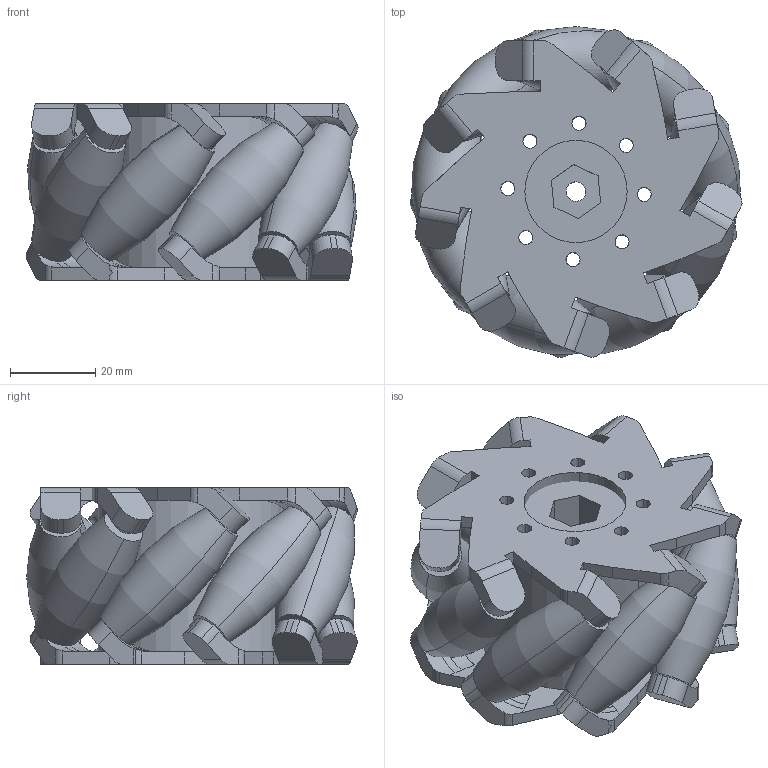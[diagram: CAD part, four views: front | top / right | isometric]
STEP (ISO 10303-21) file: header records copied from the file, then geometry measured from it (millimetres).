
FILE_DESCRIPTION (( 'STEP AP214' ), '1' );
FILE_NAME ('Assem2.STEP', '2023-07-16T19:50:44', ( '' ), ( '' ), 'SwSTEP 2.0', 'SolidWorks 2021', '' );
FILE_SCHEMA (( 'AUTOMOTIVE_DESIGN' ));
Length unit declared in the file: millimetre
Products named in the file (4): Part4; Assem2; Part1; Part2
Assembly tree (12 placements, depth 2):
  Assem2
    Part1  x2
    Part4  x9
    Part2
Bounding box: 77.91 x 77.57 x 41.54 mm (x, y, z)
Volume: 123310.8 mm3; surface area: 47127.8 mm2
Topology: 12 solids, 12 shells, 501 faces, 1338 edges, 880 vertices
Faces by surface type: cylinder 246, plane 219, bspline 18, torus 18
Entity records: 7956 total; most frequent: CARTESIAN_POINT 1608, DIRECTION 1337, ORIENTED_EDGE 1290, EDGE_CURVE 645, AXIS2_PLACEMENT_3D 488, VERTEX_POINT 424, LINE 361, VECTOR 361
